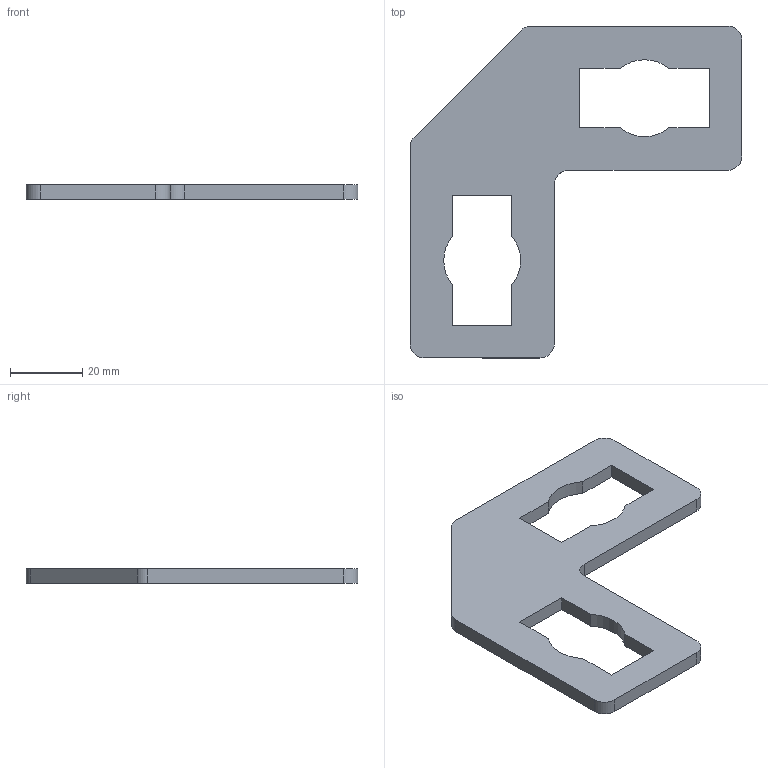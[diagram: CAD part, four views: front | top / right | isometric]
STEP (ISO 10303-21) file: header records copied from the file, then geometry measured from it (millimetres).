
FILE_DESCRIPTION((''),'2;1');
FILE_NAME('152316.stp','2013-04-10T08:09:22',('DMK009'),(''),'Autodesk Inventor 2012','Autodesk Inventor 2012','');
FILE_SCHEMA(('AUTOMOTIVE_DESIGN { 1 0 10303 214 1 1 1 1 }'));
Length unit declared in the file: millimetre
Products named in the file (1): 152316
Bounding box: 92 x 92 x 4 mm (x, y, z)
Volume: 15842.6 mm3; surface area: 10140.4 mm2
Topology: 1 solids, 1 shells, 32 faces, 90 edges, 60 vertices
Faces by surface type: plane 21, cylinder 11
Entity records: 1109 total; most frequent: CARTESIAN_POINT 183, ORIENTED_EDGE 180, DIRECTION 178, EDGE_CURVE 90, VECTOR 68, LINE 68, VERTEX_POINT 60, AXIS2_PLACEMENT_3D 55
